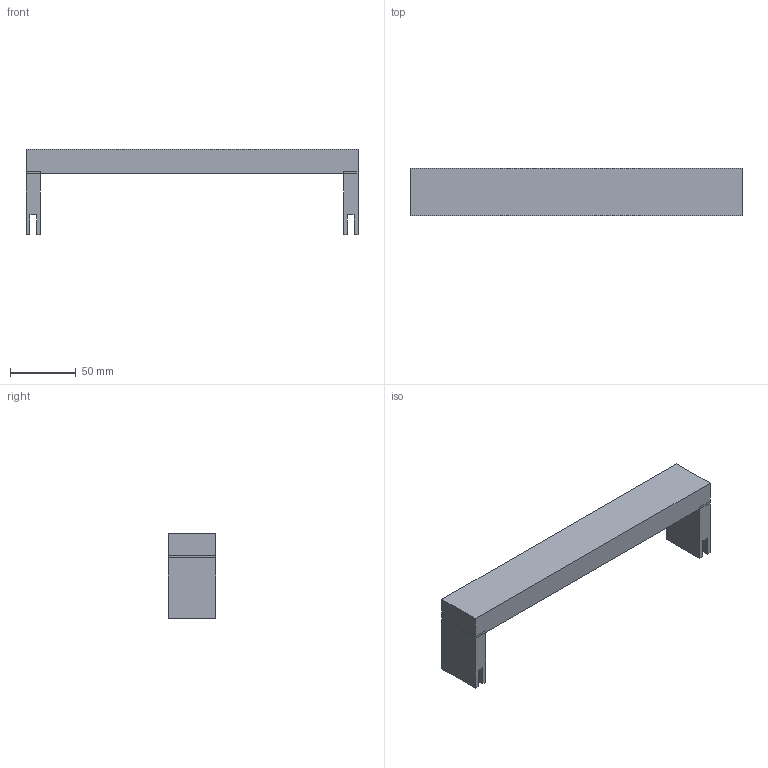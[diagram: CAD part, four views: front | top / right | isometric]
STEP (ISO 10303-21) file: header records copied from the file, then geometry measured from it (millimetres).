
FILE_DESCRIPTION(('FreeCAD Model'),'2;1');
FILE_NAME('Open CASCADE Shape Model','2025-08-08T10:28:14',('FreeCAD'),( 'FreeCAD'),'Open CASCADE STEP processor 7.8','FreeCAD','Unknown');
FILE_SCHEMA(('AUTOMOTIVE_DESIGN { 1 0 10303 214 1 1 1 1 }'));
Length unit declared in the file: millimetre
Products named in the file (1): Open CASCADE STEP translator 7.8 1
Bounding box: 252.5 x 36 x 64.75 mm (x, y, z)
Volume: 103433.7 mm3; surface area: 46684.6 mm2
Topology: 1 solids, 1 shells, 46 faces, 126 edges, 80 vertices
Faces by surface type: plane 46
Entity records: 1428 total; most frequent: CARTESIAN_POINT 253, ORIENTED_EDGE 252, DIRECTION 220, EDGE_CURVE 126, LINE 126, VECTOR 126, VERTEX_POINT 80, AXIS2_PLACEMENT_3D 47
